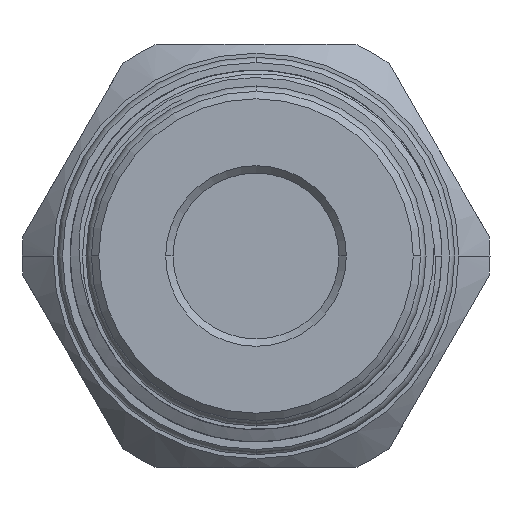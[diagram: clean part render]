
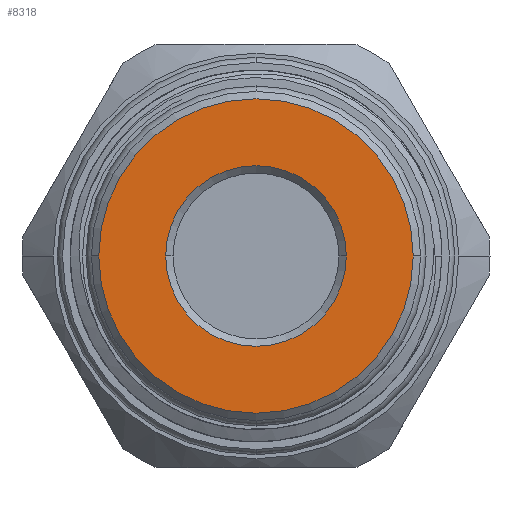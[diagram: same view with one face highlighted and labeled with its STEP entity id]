
A CAD part, left-side view. The second image highlights one B-rep face of the part: STEP entity #8318.
In plain terms, the highlighted planar face has unit normal (-1, 0, 0).
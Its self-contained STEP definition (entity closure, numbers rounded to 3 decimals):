
#254 = CIRCLE ( 'NONE', #4704, 6.1 ) ;
#351 = VERTEX_POINT ( 'NONE', #1708 ) ;
#372 = EDGE_CURVE ( 'NONE', #7610, #351, #3640, .T. ) ;
#471 = CARTESIAN_POINT ( 'NONE',  ( -78.1, 6.1, 0. ) ) ;
#617 = EDGE_CURVE ( 'NONE', #13184, #10059, #254, .T. ) ;
#1435 = CARTESIAN_POINT ( 'NONE',  ( -78.1, 0., 0. ) ) ;
#1476 = DIRECTION ( 'NONE',  ( 1., 0., 0. ) ) ;
#1708 = CARTESIAN_POINT ( 'NONE',  ( -78.1, -10.615, 0. ) ) ;
#2401 = CIRCLE ( 'NONE', #4839, 6.1 ) ;
#2715 = PLANE ( 'NONE',  #7681 ) ;
#3640 = CIRCLE ( 'NONE', #3662, 10.615 ) ;
#3656 = ORIENTED_EDGE ( 'NONE', *, *, #7050, .T. ) ;
#3662 = AXIS2_PLACEMENT_3D ( 'NONE', #7803, #11874, #8922 ) ;
#3841 = CARTESIAN_POINT ( 'NONE',  ( -78.1, -6.1, 0. ) ) ;
#3937 = DIRECTION ( 'NONE',  ( 0., -1., 0. ) ) ;
#4704 = AXIS2_PLACEMENT_3D ( 'NONE', #6607, #12602, #10689 ) ;
#4839 = AXIS2_PLACEMENT_3D ( 'NONE', #1435, #5602, #6605 ) ;
#4953 = FACE_OUTER_BOUND ( 'NONE', #11265, .T. ) ;
#5556 = CARTESIAN_POINT ( 'NONE',  ( -78.1, 0., 0. ) ) ;
#5602 = DIRECTION ( 'NONE',  ( 1., 0., 0. ) ) ;
#6096 = ORIENTED_EDGE ( 'NONE', *, *, #372, .F. ) ;
#6605 = DIRECTION ( 'NONE',  ( 0., -1., 0. ) ) ;
#6607 = CARTESIAN_POINT ( 'NONE',  ( -78.1, 0., 0. ) ) ;
#6637 = DIRECTION ( 'NONE',  ( 1., 0., 0. ) ) ;
#7050 = EDGE_CURVE ( 'NONE', #10059, #13184, #2401, .T. ) ;
#7610 = VERTEX_POINT ( 'NONE', #8432 ) ;
#7681 = AXIS2_PLACEMENT_3D ( 'NONE', #10887, #6637, #3937 ) ;
#7803 = CARTESIAN_POINT ( 'NONE',  ( -78.1, 0., 0. ) ) ;
#7895 = ORIENTED_EDGE ( 'NONE', *, *, #12023, .F. ) ;
#8318 = ADVANCED_FACE ( 'NONE', ( #12769, #4953 ), #2715, .F. ) ;
#8432 = CARTESIAN_POINT ( 'NONE',  ( -78.1, 10.615, 0. ) ) ;
#8571 = CIRCLE ( 'NONE', #12821, 10.615 ) ;
#8922 = DIRECTION ( 'NONE',  ( 0., -1., 0. ) ) ;
#9564 = DIRECTION ( 'NONE',  ( 0., -1., 0. ) ) ;
#10059 = VERTEX_POINT ( 'NONE', #3841 ) ;
#10689 = DIRECTION ( 'NONE',  ( 0., -1., 0. ) ) ;
#10887 = CARTESIAN_POINT ( 'NONE',  ( -78.1, 0., 0. ) ) ;
#11265 = EDGE_LOOP ( 'NONE', ( #7895, #6096 ) ) ;
#11823 = EDGE_LOOP ( 'NONE', ( #12012, #3656 ) ) ;
#11874 = DIRECTION ( 'NONE',  ( 1., 0., 0. ) ) ;
#12012 = ORIENTED_EDGE ( 'NONE', *, *, #617, .T. ) ;
#12023 = EDGE_CURVE ( 'NONE', #351, #7610, #8571, .T. ) ;
#12602 = DIRECTION ( 'NONE',  ( 1., 0., 0. ) ) ;
#12769 = FACE_BOUND ( 'NONE', #11823, .T. ) ;
#12821 = AXIS2_PLACEMENT_3D ( 'NONE', #5556, #1476, #9564 ) ;
#13184 = VERTEX_POINT ( 'NONE', #471 ) ;
